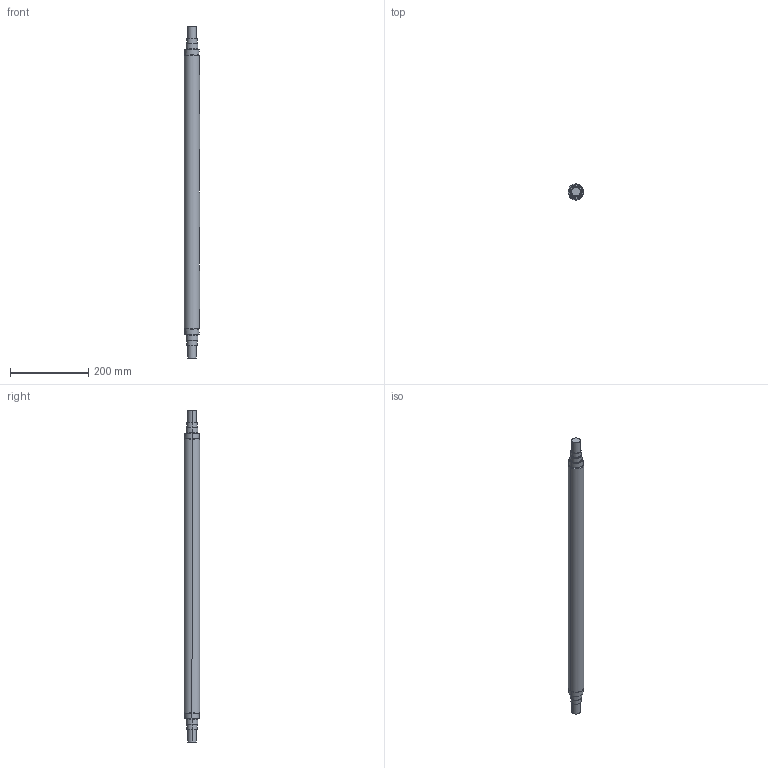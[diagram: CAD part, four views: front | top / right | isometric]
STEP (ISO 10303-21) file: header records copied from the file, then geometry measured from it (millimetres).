
FILE_DESCRIPTION((''),'2;1');
FILE_NAME('LAY_SHAFT','2020-06-27T11:51:48',('marin'),(''),'CREO PARAMETRIC BY PTC INC, 2019224','CREO PARAMETRIC BY PTC INC, 2019224','');
FILE_SCHEMA(('CONFIG_CONTROL_DESIGN'));
Length unit declared in the file: millimetre
Products named in the file (1): LAY_SHAFT
Bounding box: 40 x 39.91 x 850 mm (x, y, z)
Volume: 947601.6 mm3; surface area: 106328.9 mm2
Topology: 1 solids, 1 shells, 59 faces, 147 edges, 94 vertices
Faces by surface type: plane 31, cylinder 18, torus 10
Entity records: 1827 total; most frequent: DIRECTION 329, CARTESIAN_POINT 324, ORIENTED_EDGE 294, EDGE_CURVE 147, AXIS2_PLACEMENT_3D 127, VERTEX_POINT 94, VECTOR 75, LINE 75
